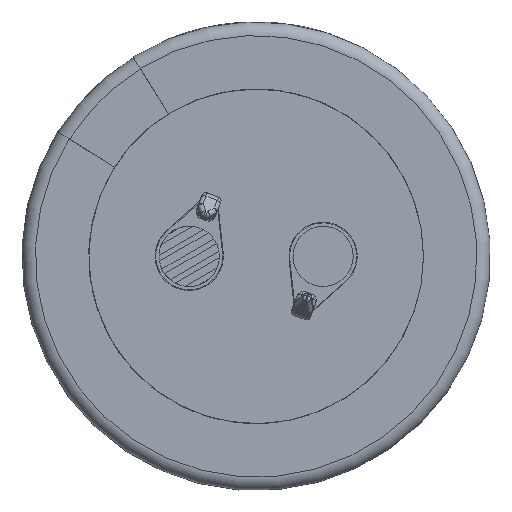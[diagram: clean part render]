
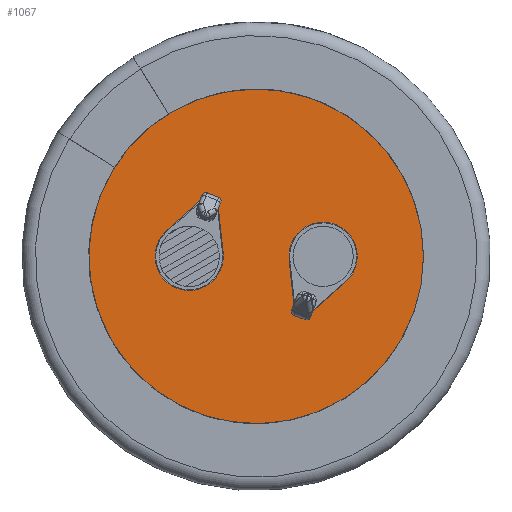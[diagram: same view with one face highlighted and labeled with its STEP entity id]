
A CAD part, front view. The second image highlights one B-rep face of the part: STEP entity #1067.
In plain terms, the highlighted planar face has unit normal (0, -1, 0).
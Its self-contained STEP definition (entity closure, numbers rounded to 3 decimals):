
#1067 = ADVANCED_FACE( '', ( #2541, #2542, #2543 ), #2544, .T. );
#2541 = FACE_OUTER_BOUND( '', #5521, .T. );
#2542 = FACE_BOUND( '', #5522, .T. );
#2543 = FACE_BOUND( '', #5523, .T. );
#2544 = PLANE( '', #5524 );
#5521 = EDGE_LOOP( '', ( #9858 ) );
#5522 = EDGE_LOOP( '', ( #9859, #9860, #9861, #9862 ) );
#5523 = EDGE_LOOP( '', ( #9863, #9864, #9865, #9866 ) );
#5524 = AXIS2_PLACEMENT_3D( '', #9867, #9868, #9869 );
#9858 = ORIENTED_EDGE( '', *, *, #14204, .T. );
#9859 = ORIENTED_EDGE( '', *, *, #14205, .F. );
#9860 = ORIENTED_EDGE( '', *, *, #14206, .F. );
#9861 = ORIENTED_EDGE( '', *, *, #14207, .F. );
#9862 = ORIENTED_EDGE( '', *, *, #14208, .F. );
#9863 = ORIENTED_EDGE( '', *, *, #13315, .T. );
#9864 = ORIENTED_EDGE( '', *, *, #13440, .T. );
#9865 = ORIENTED_EDGE( '', *, *, #14209, .T. );
#9866 = ORIENTED_EDGE( '', *, *, #14210, .T. );
#9867 = CARTESIAN_POINT( '', ( 0., 0., 0. ) );
#9868 = DIRECTION( '', ( 0., -1., 0. ) );
#9869 = DIRECTION( '', ( 0., 0., -1. ) );
#13315 = EDGE_CURVE( '', #15469, #15470, #15471, .T. );
#13440 = EDGE_CURVE( '', #15470, #15687, #15688, .T. );
#14204 = EDGE_CURVE( '', #16929, #16929, #16930, .T. );
#14205 = EDGE_CURVE( '', #16931, #16932, #16933, .T. );
#14206 = EDGE_CURVE( '', #16934, #16931, #16935, .T. );
#14207 = EDGE_CURVE( '', #16936, #16934, #16937, .T. );
#14208 = EDGE_CURVE( '', #16932, #16936, #16938, .T. );
#14209 = EDGE_CURVE( '', #15687, #16939, #16940, .T. );
#14210 = EDGE_CURVE( '', #16939, #15469, #16941, .T. );
#15469 = VERTEX_POINT( '', #18726 );
#15470 = VERTEX_POINT( '', #18727 );
#15471 = LINE( '', #18728, #18729 );
#15687 = VERTEX_POINT( '', #19291 );
#15688 = LINE( '', #19292, #19293 );
#16929 = VERTEX_POINT( '', #22059 );
#16930 = CIRCLE( '', #22060, 14.5 );
#16931 = VERTEX_POINT( '', #22061 );
#16932 = VERTEX_POINT( '', #22062 );
#16933 = LINE( '', #22063, #22064 );
#16934 = VERTEX_POINT( '', #22065 );
#16935 = LINE( '', #22066, #22067 );
#16936 = VERTEX_POINT( '', #22068 );
#16937 = LINE( '', #22069, #22070 );
#16938 = CIRCLE( '', #22071, 2.55 );
#16939 = VERTEX_POINT( '', #22072 );
#16940 = LINE( '', #22073, #22074 );
#16941 = CIRCLE( '', #22075, 2.55 );
#18726 = CARTESIAN_POINT( '', ( 6.694, 0., -1.906 ) );
#18727 = CARTESIAN_POINT( '', ( 4.27, 0., -4.059 ) );
#18728 = CARTESIAN_POINT( '', ( 6.694, 0., -1.906 ) );
#18729 = VECTOR( '', #25356, 1000. );
#19291 = CARTESIAN_POINT( '', ( 2.814, 0., -3.497 ) );
#19292 = CARTESIAN_POINT( '', ( 4.27, 0., -4.059 ) );
#19293 = VECTOR( '', #25411, 1000. );
#22059 = CARTESIAN_POINT( '', ( 0., 0., -14.5 ) );
#22060 = AXIS2_PLACEMENT_3D( '', #25755, #25756, #25757 );
#22061 = CARTESIAN_POINT( '', ( -4.27, 0., 4.059 ) );
#22062 = CARTESIAN_POINT( '', ( -6.694, 0., 1.906 ) );
#22063 = CARTESIAN_POINT( '', ( -4.27, 0., 4.059 ) );
#22064 = VECTOR( '', #25758, 1000. );
#22065 = CARTESIAN_POINT( '', ( -2.814, 0., 3.497 ) );
#22066 = CARTESIAN_POINT( '', ( -2.814, 0., 3.497 ) );
#22067 = VECTOR( '', #25759, 1000. );
#22068 = CARTESIAN_POINT( '', ( -2.465, 0., 0.274 ) );
#22069 = CARTESIAN_POINT( '', ( -2.465, 0., 0.274 ) );
#22070 = VECTOR( '', #25760, 1000. );
#22071 = AXIS2_PLACEMENT_3D( '', #25761, #25762, #25763 );
#22072 = CARTESIAN_POINT( '', ( 2.465, 0., -0.274 ) );
#22073 = CARTESIAN_POINT( '', ( 2.814, 0., -3.497 ) );
#22074 = VECTOR( '', #25764, 1000. );
#22075 = AXIS2_PLACEMENT_3D( '', #25765, #25766, #25767 );
#25356 = DIRECTION( '', ( -0.748, 0., -0.664 ) );
#25411 = DIRECTION( '', ( -0.933, 0., 0.36 ) );
#25755 = CARTESIAN_POINT( '', ( 0., 0., 0. ) );
#25756 = DIRECTION( '', ( 0., -1., 0. ) );
#25757 = DIRECTION( '', ( 0., 0., -1. ) );
#25758 = DIRECTION( '', ( -0.748, 0., -0.664 ) );
#25759 = DIRECTION( '', ( -0.933, 0., 0.36 ) );
#25760 = DIRECTION( '', ( -0.108, 0., 0.994 ) );
#25761 = CARTESIAN_POINT( '', ( -5., 0., 0. ) );
#25762 = DIRECTION( '', ( 0., -1., 0. ) );
#25763 = DIRECTION( '', ( 0., 0., 1. ) );
#25764 = DIRECTION( '', ( -0.108, 0., 0.994 ) );
#25765 = CARTESIAN_POINT( '', ( 5., 0., 0. ) );
#25766 = DIRECTION( '', ( 0., 1., 0. ) );
#25767 = DIRECTION( '', ( 0., 0., -1. ) );
